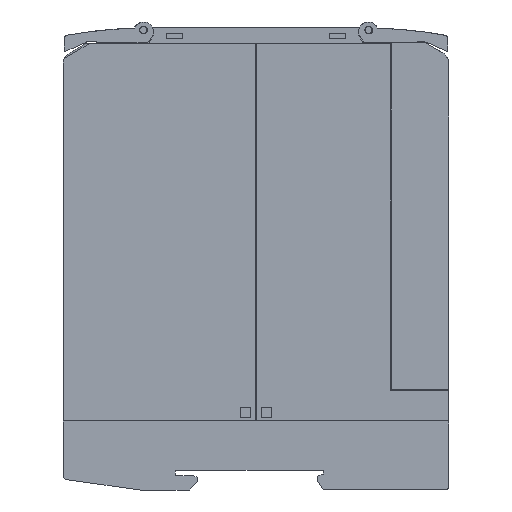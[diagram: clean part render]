
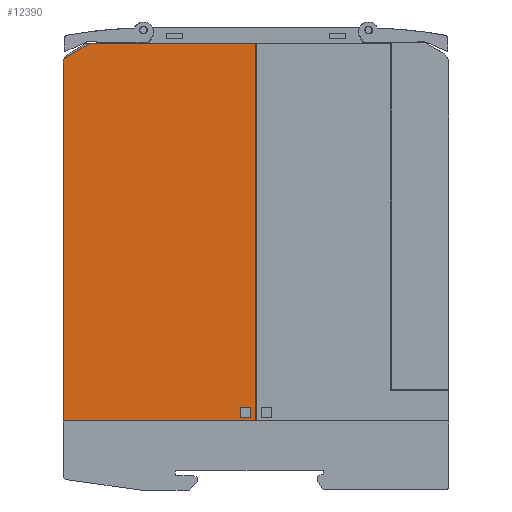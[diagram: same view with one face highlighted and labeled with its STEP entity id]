
A CAD part, left-side view. The second image highlights one B-rep face of the part: STEP entity #12390.
In plain terms, the highlighted planar face has unit normal (-1, 0, 0).
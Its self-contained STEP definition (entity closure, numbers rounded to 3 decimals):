
#12390=ADVANCED_FACE('',(#32684,#32685),#32686,.T.);
#19822=VERTEX_POINT('',#40278);
#19828=VERTEX_POINT('',#40284);
#19830=EDGE_CURVE('',#19828,#19822,#40286,.T.);
#19898=VERTEX_POINT('',#40354);
#19900=EDGE_CURVE('',#19898,#19828,#40356,.T.);
#24594=VERTEX_POINT('',#45050);
#24598=EDGE_CURVE('',#19822,#24594,#45054,.T.);
#24818=VERTEX_POINT('',#45274);
#24822=VERTEX_POINT('',#45278);
#24824=EDGE_CURVE('',#24822,#24818,#45280,.T.);
#24836=VERTEX_POINT('',#45292);
#24840=EDGE_CURVE('',#24818,#24836,#45296,.T.);
#24858=VERTEX_POINT('',#45314);
#24862=VERTEX_POINT('',#45318);
#24864=EDGE_CURVE('',#24862,#24858,#45320,.T.);
#25172=VERTEX_POINT('',#45628);
#25174=EDGE_CURVE('',#24862,#25172,#45630,.T.);
#26638=VERTEX_POINT('',#47094);
#26644=EDGE_CURVE('',#24594,#26638,#47100,.T.);
#26656=VERTEX_POINT('',#47112);
#26660=EDGE_CURVE('',#24836,#26656,#47116,.T.);
#26664=EDGE_CURVE('',#26656,#24822,#47120,.T.);
#26666=EDGE_CURVE('',#26638,#25172,#47122,.T.);
#26668=EDGE_CURVE('',#24858,#19898,#47124,.T.);
#32684=FACE_OUTER_BOUND('',#53135,.T.);
#32685=FACE_BOUND('',#53136,.T.);
#32686=PLANE('',#53137);
#40278=CARTESIAN_POINT('',(0.025,77.887,115.805));
#40284=CARTESIAN_POINT('',(0.025,77.889,115.8));
#40286=LINE('',#65323,#65324);
#40354=CARTESIAN_POINT('',(0.025,50.117,115.8));
#40356=LINE('',#65428,#65429);
#45050=CARTESIAN_POINT('',(0.025,93.273,115.805));
#45054=LINE('',#73030,#73031);
#45274=CARTESIAN_POINT('',(0.025,54.017,18.705));
#45278=CARTESIAN_POINT('',(0.025,51.417,18.705));
#45280=LINE('',#73388,#73389);
#45292=CARTESIAN_POINT('',(0.025,54.017,21.305));
#45296=LINE('',#73416,#73417);
#45314=CARTESIAN_POINT('',(0.025,50.117,17.905));
#45318=CARTESIAN_POINT('',(0.025,100.017,17.905));
#45320=LINE('',#73452,#73453);
#45628=CARTESIAN_POINT('',(0.025,100.017,110.609));
#45630=LINE('',#73917,#73918);
#47094=CARTESIAN_POINT('',(0.025,99.706,111.94));
#47100=LINE('',#76158,#76159);
#47112=CARTESIAN_POINT('',(0.025,51.417,21.305));
#47116=LINE('',#76186,#76187);
#47120=LINE('',#76194,#76195);
#47122=CIRCLE('',#76198,3.);
#47124=LINE('',#76201,#76202);
#53135=EDGE_LOOP('',(#92617,#92618,#92619,#92620,#92621,#92622,#92623,#92624));
#53136=EDGE_LOOP('',(#92625,#92626,#92627,#92628));
#53137=AXIS2_PLACEMENT_3D('',#92629,#92630,#92631);
#65323=CARTESIAN_POINT('',(0.025,95.108,85.977));
#65324=VECTOR('',#97100,1.0);
#65428=CARTESIAN_POINT('',(0.025,64.003,115.8));
#65429=VECTOR('',#97130,1.0);
#73030=CARTESIAN_POINT('',(0.025,100.017,115.805));
#73031=VECTOR('',#98631,1.0);
#73388=CARTESIAN_POINT('',(0.025,51.417,18.705));
#73389=VECTOR('',#98697,1.0);
#73416=CARTESIAN_POINT('',(0.025,54.017,18.955));
#73417=VECTOR('',#98703,1.0);
#73452=CARTESIAN_POINT('',(0.025,100.017,17.905));
#73453=VECTOR('',#98709,1.0);
#73917=CARTESIAN_POINT('',(0.025,100.017,17.905));
#73918=VECTOR('',#98859,1.0);
#76158=CARTESIAN_POINT('',(0.025,98.186,112.853));
#76159=VECTOR('',#99581,1.0);
#76186=CARTESIAN_POINT('',(0.025,51.417,21.305));
#76187=VECTOR('',#99587,1.0);
#76194=CARTESIAN_POINT('',(0.025,51.417,18.955));
#76195=VECTOR('',#99589,1.0);
#76198=AXIS2_PLACEMENT_3D('',#99590,#99591,#99592);
#76201=CARTESIAN_POINT('',(0.025,50.117,17.905));
#76202=VECTOR('',#99593,1.0);
#92617=ORIENTED_EDGE('',*,*,#19830,.T.);
#92618=ORIENTED_EDGE('',*,*,#24598,.T.);
#92619=ORIENTED_EDGE('',*,*,#26644,.T.);
#92620=ORIENTED_EDGE('',*,*,#26666,.T.);
#92621=ORIENTED_EDGE('',*,*,#25174,.F.);
#92622=ORIENTED_EDGE('',*,*,#24864,.T.);
#92623=ORIENTED_EDGE('',*,*,#26668,.T.);
#92624=ORIENTED_EDGE('',*,*,#19900,.T.);
#92625=ORIENTED_EDGE('',*,*,#26664,.T.);
#92626=ORIENTED_EDGE('',*,*,#24824,.T.);
#92627=ORIENTED_EDGE('',*,*,#24840,.T.);
#92628=ORIENTED_EDGE('',*,*,#26660,.T.);
#92629=CARTESIAN_POINT('',(0.025,50.117,17.905));
#92630=DIRECTION('',(-1.0,0.0,0.0));
#92631=DIRECTION('',(0.0,1.0,0.0));
#97100=DIRECTION('',(0.0,-0.5,0.866));
#97130=DIRECTION('',(0.0,1.0,0.0));
#98631=DIRECTION('',(0.0,1.0,0.0));
#98697=DIRECTION('',(0.0,1.0,0.0));
#98703=DIRECTION('',(0.0,0.0,1.0));
#98709=DIRECTION('',(0.0,-1.0,0.0));
#98859=DIRECTION('',(0.0,0.0,1.0));
#99581=DIRECTION('',(0.0,0.857,-0.515));
#99587=DIRECTION('',(0.0,-1.0,0.0));
#99589=DIRECTION('',(0.0,0.0,-1.0));
#99590=CARTESIAN_POINT('',(0.025,97.017,110.609));
#99591=DIRECTION('',(-1.0,0.0,0.0));
#99592=DIRECTION('',(0.0,1.0,0.));
#99593=DIRECTION('',(0.0,0.0,1.0));
